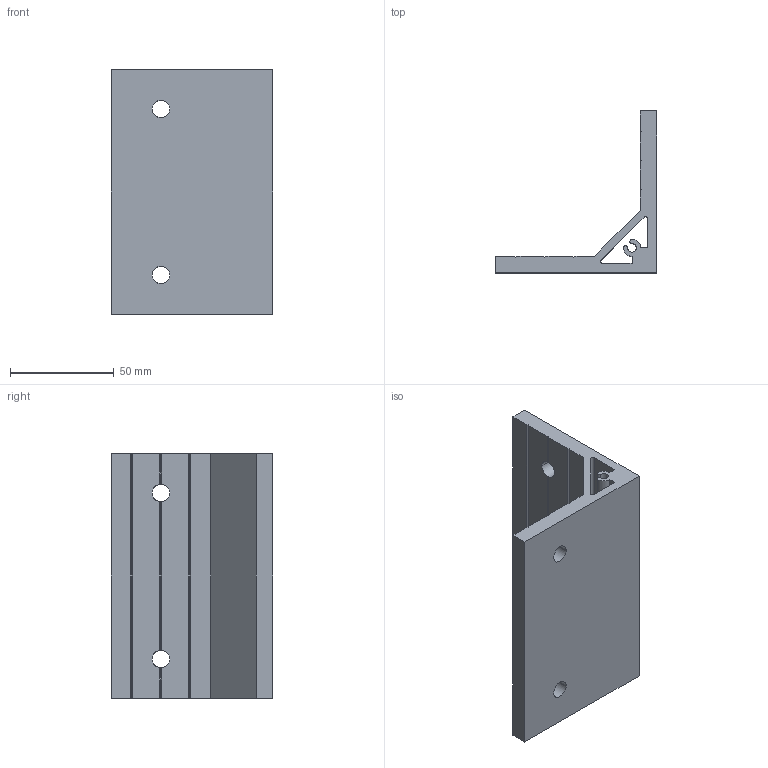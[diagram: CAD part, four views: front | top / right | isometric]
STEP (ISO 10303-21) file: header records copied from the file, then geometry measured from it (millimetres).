
FILE_DESCRIPTION (( 'STEP AP203' ), '1' );
FILE_NAME ('ALF-CC7878-118.step', '2024-08-12T14:28:05', ( '' ), ( '' ), 'SwSTEP 2.0', 'SolidWorks 2022', '' );
FILE_SCHEMA (( 'CONFIG_CONTROL_DESIGN' ));
Length unit declared in the file: millimetre
Products named in the file (1): ALF-CC7878-118
Bounding box: 78 x 78 x 118 mm (x, y, z)
Volume: 141346.8 mm3; surface area: 49966.7 mm2
Topology: 1 solids, 1 shells, 57 faces, 177 edges, 118 vertices
Faces by surface type: plane 40, cylinder 17
Entity records: 2070 total; most frequent: CARTESIAN_POINT 401, ORIENTED_EDGE 354, DIRECTION 319, EDGE_CURVE 177, LINE 119, VECTOR 119, VERTEX_POINT 118, AXIS2_PLACEMENT_3D 100
